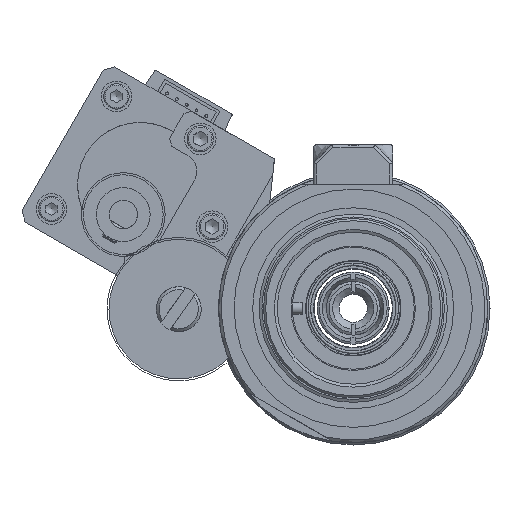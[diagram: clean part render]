
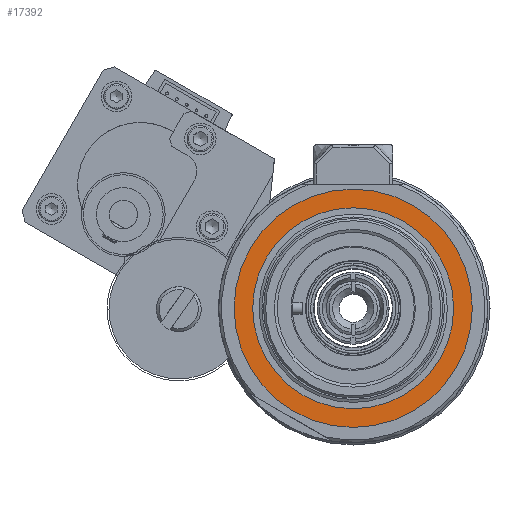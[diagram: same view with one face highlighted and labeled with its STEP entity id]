
A CAD part, left-side view. The second image highlights one B-rep face of the part: STEP entity #17392.
In plain terms, the highlighted planar face has unit normal (-1, 0, 0).
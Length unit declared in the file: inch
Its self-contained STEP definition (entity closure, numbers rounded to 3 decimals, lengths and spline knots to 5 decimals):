
#3670=PLANE('',#18869);
#4404=CIRCLE('',#18868,0.7);
#4405=CIRCLE('',#18870,0.83);
#5157=FACE_BOUND('',#7132,.T.);
#5747=FACE_OUTER_BOUND('',#7131,.T.);
#7131=EDGE_LOOP('',(#13438));
#7132=EDGE_LOOP('',(#13439));
#8812=VERTEX_POINT('',#29879);
#8813=VERTEX_POINT('',#29882);
#10572=EDGE_CURVE('',#8812,#8812,#4404,.T.);
#10573=EDGE_CURVE('',#8813,#8813,#4405,.T.);
#13438=ORIENTED_EDGE('',*,*,#10573,.F.);
#13439=ORIENTED_EDGE('',*,*,#10572,.T.);
#17392=ADVANCED_FACE('',(#5747,#5157),#3670,.T.);
#18868=AXIS2_PLACEMENT_3D('',#29880,#21561,#21562);
#18869=AXIS2_PLACEMENT_3D('',#29881,#21563,#21564);
#18870=AXIS2_PLACEMENT_3D('',#29883,#21565,#21566);
#21561=DIRECTION('center_axis',(1.,0.,0.));
#21562=DIRECTION('ref_axis',(0.,1.,0.));
#21563=DIRECTION('center_axis',(-1.,0.,0.));
#21564=DIRECTION('ref_axis',(0.,0.,1.));
#21565=DIRECTION('center_axis',(1.,0.,0.));
#21566=DIRECTION('ref_axis',(0.,1.,0.));
#29879=CARTESIAN_POINT('',(-0.52,0.7,0.));
#29880=CARTESIAN_POINT('Origin',(-0.52,0.,0.));
#29881=CARTESIAN_POINT('Origin',(-0.52,0.765,0.));
#29882=CARTESIAN_POINT('',(-0.52,0.83,0.));
#29883=CARTESIAN_POINT('Origin',(-0.52,0.,0.));
